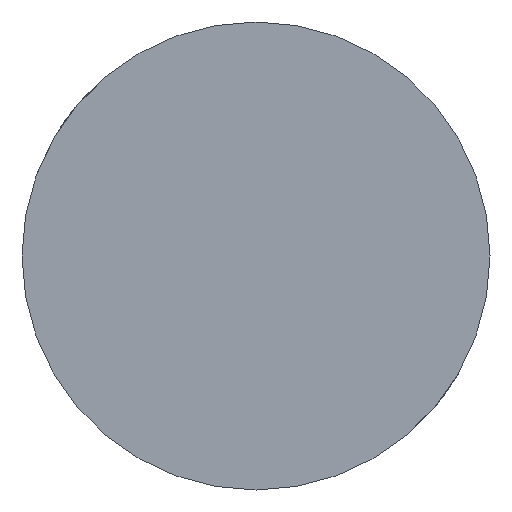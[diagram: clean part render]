
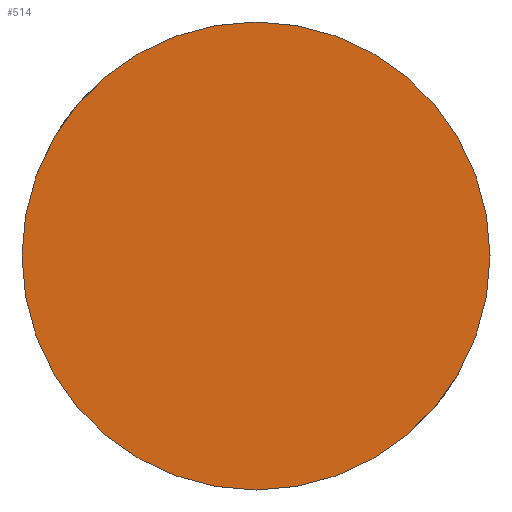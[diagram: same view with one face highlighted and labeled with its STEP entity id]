
A CAD part, front view. The second image highlights one B-rep face of the part: STEP entity #514.
In plain terms, the highlighted planar face has unit normal (0, -1, 0).
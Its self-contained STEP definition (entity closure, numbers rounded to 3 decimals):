
#12 = CIRCLE ( 'NONE', #153, 20. ) ;
#34 = DIRECTION ( 'NONE',  ( 0., 1., 0. ) ) ;
#42 = CIRCLE ( 'NONE', #141, 20. ) ;
#43 = DIRECTION ( 'NONE',  ( 0., 0., 1. ) ) ;
#71 = EDGE_CURVE ( 'NONE', #287, #285, #42, .T. ) ;
#76 = DIRECTION ( 'NONE',  ( 0., 0., 1. ) ) ;
#104 = CARTESIAN_POINT ( 'NONE',  ( 0., 0., 20. ) ) ;
#116 = CARTESIAN_POINT ( 'NONE',  ( 0., 0., 0. ) ) ;
#135 = AXIS2_PLACEMENT_3D ( 'NONE', #200, #34, #283 ) ;
#141 = AXIS2_PLACEMENT_3D ( 'NONE', #277, #374, #43 ) ;
#142 = EDGE_CURVE ( 'NONE', #285, #287, #12, .T. ) ;
#153 = AXIS2_PLACEMENT_3D ( 'NONE', #116, #154, #76 ) ;
#154 = DIRECTION ( 'NONE',  ( 0., 1., 0. ) ) ;
#195 = FACE_OUTER_BOUND ( 'NONE', #503, .T. ) ;
#200 = CARTESIAN_POINT ( 'NONE',  ( 0., 0., 0. ) ) ;
#268 = ORIENTED_EDGE ( 'NONE', *, *, #142, .F. ) ;
#277 = CARTESIAN_POINT ( 'NONE',  ( 0., 0., 0. ) ) ;
#283 = DIRECTION ( 'NONE',  ( 0., 0., 1. ) ) ;
#285 = VERTEX_POINT ( 'NONE', #397 ) ;
#287 = VERTEX_POINT ( 'NONE', #104 ) ;
#330 = ORIENTED_EDGE ( 'NONE', *, *, #71, .F. ) ;
#374 = DIRECTION ( 'NONE',  ( 0., 1., 0. ) ) ;
#397 = CARTESIAN_POINT ( 'NONE',  ( 0., 0., -20. ) ) ;
#412 = PLANE ( 'NONE',  #135 ) ;
#503 = EDGE_LOOP ( 'NONE', ( #268, #330 ) ) ;
#514 = ADVANCED_FACE ( 'NONE', ( #195 ), #412, .F. ) ;
